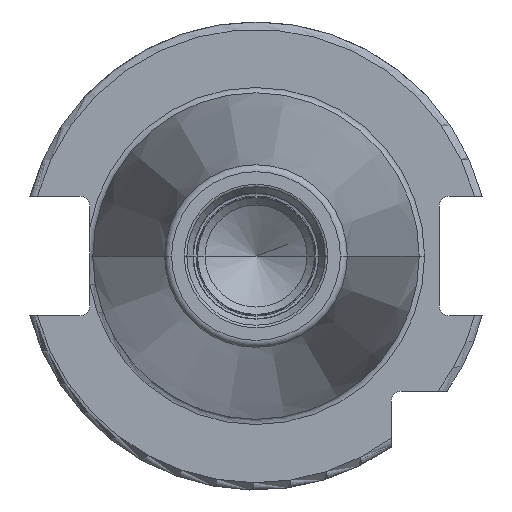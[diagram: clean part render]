
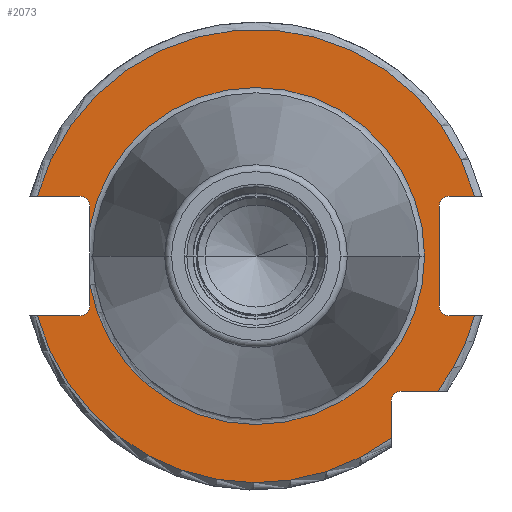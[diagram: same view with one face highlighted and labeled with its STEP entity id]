
A CAD part, left-side view. The second image highlights one B-rep face of the part: STEP entity #2073.
In plain terms, the highlighted planar face has unit normal (-1, 0, 0).
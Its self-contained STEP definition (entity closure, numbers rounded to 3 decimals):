
#105=CARTESIAN_POINT('',(3.2,22.55,-3.842));
#117=CARTESIAN_POINT('',(3.2,0.,0.));
#118=DIRECTION('',(-1.,0.,0.));
#119=DIRECTION('',(0.,0.986,-0.168));
#120=AXIS2_PLACEMENT_3D('',#117,#118,#119);
#319=CARTESIAN_POINT('',(3.2,23.9,-6.75));
#320=DIRECTION('',(1.,0.,0.));
#321=DIRECTION('',(0.,-1.,0.));
#322=AXIS2_PLACEMENT_3D('',#319,#320,#321);
#328=DIRECTION('',(0.,0.,-1.));
#329=VECTOR('',#328,2.908);
#330=CARTESIAN_POINT('',(3.2,22.55,6.75));
#331=LINE('',#330,#329);
#332=DIRECTION('',(0.,-1.,0.));
#333=VECTOR('',#332,5.777);
#334=CARTESIAN_POINT('',(3.2,29.677,8.1));
#335=LINE('',#334,#333);
#336=CARTESIAN_POINT('',(3.2,0.,0.));
#337=DIRECTION('',(1.,0.,0.));
#338=DIRECTION('',(0.,0.965,0.263));
#339=AXIS2_PLACEMENT_3D('',#336,#337,#338);
#341=DIRECTION('',(0.,1.,0.));
#342=VECTOR('',#341,3.477);
#343=CARTESIAN_POINT('',(3.2,-29.677,8.1));
#344=LINE('',#343,#342);
#345=DIRECTION('',(0.,0.,1.));
#346=VECTOR('',#345,13.5);
#347=CARTESIAN_POINT('',(3.2,-24.85,-6.75));
#348=LINE('',#347,#346);
#349=DIRECTION('',(0.,1.,0.));
#350=VECTOR('',#349,3.477);
#351=CARTESIAN_POINT('',(3.2,-29.677,-8.1));
#352=LINE('',#351,#350);
#353=CARTESIAN_POINT('',(3.2,0.,0.));
#354=DIRECTION('',(-1.,0.,0.));
#355=DIRECTION('',(0.,-0.803,-0.597));
#356=AXIS2_PLACEMENT_3D('',#353,#354,#355);
#358=DIRECTION('',(0.,-1.,0.));
#359=VECTOR('',#358,4.99);
#360=CARTESIAN_POINT('',(3.2,-19.7,-18.35));
#361=LINE('',#360,#359);
#362=DIRECTION('',(0.,0.,1.));
#363=VECTOR('',#362,4.99);
#364=CARTESIAN_POINT('',(3.2,-18.35,-24.69));
#365=LINE('',#364,#363);
#366=CARTESIAN_POINT('',(3.2,0.,0.));
#367=DIRECTION('',(-1.,0.,0.));
#368=DIRECTION('',(0.,0.965,-0.263));
#369=AXIS2_PLACEMENT_3D('',#366,#367,#368);
#371=DIRECTION('',(0.,-1.,0.));
#372=VECTOR('',#371,5.777);
#373=CARTESIAN_POINT('',(3.2,29.677,-8.1));
#374=LINE('',#373,#372);
#375=DIRECTION('',(0.,0.,-1.));
#376=VECTOR('',#375,2.908);
#377=CARTESIAN_POINT('',(3.2,22.55,-3.842));
#378=LINE('',#377,#376);
#384=CARTESIAN_POINT('',(3.2,23.9,6.75));
#385=DIRECTION('',(1.,0.,0.));
#386=DIRECTION('',(0.,0.,1.));
#387=AXIS2_PLACEMENT_3D('',#384,#385,#386);
#429=CARTESIAN_POINT('',(3.2,-26.2,6.75));
#430=DIRECTION('',(1.,0.,0.));
#431=DIRECTION('',(0.,1.,0.));
#432=AXIS2_PLACEMENT_3D('',#429,#430,#431);
#447=CARTESIAN_POINT('',(3.2,-26.2,-6.75));
#448=DIRECTION('',(1.,0.,0.));
#449=DIRECTION('',(0.,0.,-1.));
#450=AXIS2_PLACEMENT_3D('',#447,#448,#449);
#572=CARTESIAN_POINT('',(3.2,29.677,-8.1));
#608=CARTESIAN_POINT('',(3.2,-29.677,-8.1));
#914=CARTESIAN_POINT('',(3.2,-19.7,-19.7));
#915=DIRECTION('',(1.,0.,0.));
#916=DIRECTION('',(0.,1.,0.));
#917=AXIS2_PLACEMENT_3D('',#914,#915,#916);
#1062=CARTESIAN_POINT('',(3.2,29.677,8.1));
#1069=CARTESIAN_POINT('',(3.2,-29.677,8.1));
#1080=CARTESIAN_POINT('',(3.2,22.55,3.842));
#1091=CARTESIAN_POINT('',(3.2,0.,0.));
#1092=DIRECTION('',(1.,0.,0.));
#1093=DIRECTION('',(0.,0.986,0.168));
#1094=AXIS2_PLACEMENT_3D('',#1091,#1092,#1093);
#1314=CARTESIAN_POINT('',(3.2,-22.875,0.));
#1316=VERTEX_POINT('',#1314);
#1456=VERTEX_POINT('',#1080);
#1458=VERTEX_POINT('',#105);
#1461=VERTEX_POINT('',#1062);
#1462=VERTEX_POINT('',#1069);
#1465=VERTEX_POINT('',#572);
#1466=VERTEX_POINT('',#608);
#1481=CARTESIAN_POINT('',(3.2,-18.35,-24.69));
#1482=VERTEX_POINT('',#1481);
#1484=CARTESIAN_POINT('',(3.2,23.9,-8.1));
#1486=VERTEX_POINT('',#1484);
#1488=CARTESIAN_POINT('',(3.2,22.55,-6.75));
#1490=VERTEX_POINT('',#1488);
#1492=CARTESIAN_POINT('',(3.2,22.55,6.75));
#1494=VERTEX_POINT('',#1492);
#1496=CARTESIAN_POINT('',(3.2,23.9,8.1));
#1498=VERTEX_POINT('',#1496);
#1500=CARTESIAN_POINT('',(3.2,-24.85,-6.75));
#1502=VERTEX_POINT('',#1500);
#1504=CARTESIAN_POINT('',(3.2,-26.2,-8.1));
#1506=VERTEX_POINT('',#1504);
#1508=CARTESIAN_POINT('',(3.2,-26.2,8.1));
#1510=VERTEX_POINT('',#1508);
#1512=CARTESIAN_POINT('',(3.2,-24.85,6.75));
#1514=VERTEX_POINT('',#1512);
#1521=CARTESIAN_POINT('',(3.2,-19.7,-18.35));
#1522=CARTESIAN_POINT('',(3.2,-24.69,-18.35));
#1523=VERTEX_POINT('',#1521);
#1524=VERTEX_POINT('',#1522);
#1525=CARTESIAN_POINT('',(3.2,-18.35,-19.7));
#1526=VERTEX_POINT('',#1525);
#2033=CARTESIAN_POINT('',(3.2,0.,0.));
#2034=DIRECTION('',(1.,0.,0.));
#2035=DIRECTION('',(0.,-1.,0.));
#2036=AXIS2_PLACEMENT_3D('',#2033,#2034,#2035);
#2037=PLANE('',#2036);
#2038=ORIENTED_EDGE('',*,*,#1733,.F.);
#2040=ORIENTED_EDGE('',*,*,#2039,.F.);
#2042=ORIENTED_EDGE('',*,*,#2041,.F.);
#2044=ORIENTED_EDGE('',*,*,#2043,.T.);
#2046=ORIENTED_EDGE('',*,*,#2045,.T.);
#2048=ORIENTED_EDGE('',*,*,#2047,.F.);
#2050=ORIENTED_EDGE('',*,*,#2049,.F.);
#2052=ORIENTED_EDGE('',*,*,#2051,.F.);
#2054=ORIENTED_EDGE('',*,*,#2053,.F.);
#2056=ORIENTED_EDGE('',*,*,#2055,.F.);
#2058=ORIENTED_EDGE('',*,*,#2057,.F.);
#2060=ORIENTED_EDGE('',*,*,#2059,.F.);
#2062=ORIENTED_EDGE('',*,*,#2061,.F.);
#2064=ORIENTED_EDGE('',*,*,#2063,.F.);
#2065=ORIENTED_EDGE('',*,*,#2005,.T.);
#2066=ORIENTED_EDGE('',*,*,#1994,.F.);
#2067=ORIENTED_EDGE('',*,*,#1738,.F.);
#2068=ORIENTED_EDGE('',*,*,#1713,.T.);
#2070=ORIENTED_EDGE('',*,*,#2069,.F.);
#2071=EDGE_LOOP('',(#2038,#2040,#2042,#2044,#2046,#2048,#2050,#2052,#2054,#2056,
#2058,#2060,#2062,#2064,#2065,#2066,#2067,#2068,#2070));
#2072=FACE_OUTER_BOUND('',#2071,.F.);
#2073=ADVANCED_FACE('',(#2072),#2037,.F.);
#121=CIRCLE('',#120,22.875);
#323=CIRCLE('',#322,1.35);
#340=CIRCLE('',#339,30.763);
#357=CIRCLE('',#356,30.763);
#370=CIRCLE('',#369,30.763);
#388=CIRCLE('',#387,1.35);
#433=CIRCLE('',#432,1.35);
#451=CIRCLE('',#450,1.35);
#918=CIRCLE('',#917,1.35);
#1095=CIRCLE('',#1094,22.875);
#1713=EDGE_CURVE('',#1458,#1316,#121,.T.);
#1733=EDGE_CURVE('',#1494,#1456,#331,.T.);
#1738=EDGE_CURVE('',#1458,#1490,#378,.T.);
#1994=EDGE_CURVE('',#1490,#1486,#323,.T.);
#2005=EDGE_CURVE('',#1465,#1486,#374,.T.);
#2039=EDGE_CURVE('',#1498,#1494,#388,.T.);
#2041=EDGE_CURVE('',#1461,#1498,#335,.T.);
#2043=EDGE_CURVE('',#1461,#1462,#340,.T.);
#2045=EDGE_CURVE('',#1462,#1510,#344,.T.);
#2047=EDGE_CURVE('',#1514,#1510,#433,.T.);
#2049=EDGE_CURVE('',#1502,#1514,#348,.T.);
#2051=EDGE_CURVE('',#1506,#1502,#451,.T.);
#2053=EDGE_CURVE('',#1466,#1506,#352,.T.);
#2055=EDGE_CURVE('',#1524,#1466,#357,.T.);
#2057=EDGE_CURVE('',#1523,#1524,#361,.T.);
#2059=EDGE_CURVE('',#1526,#1523,#918,.T.);
#2061=EDGE_CURVE('',#1482,#1526,#365,.T.);
#2063=EDGE_CURVE('',#1465,#1482,#370,.T.);
#2069=EDGE_CURVE('',#1456,#1316,#1095,.T.);
